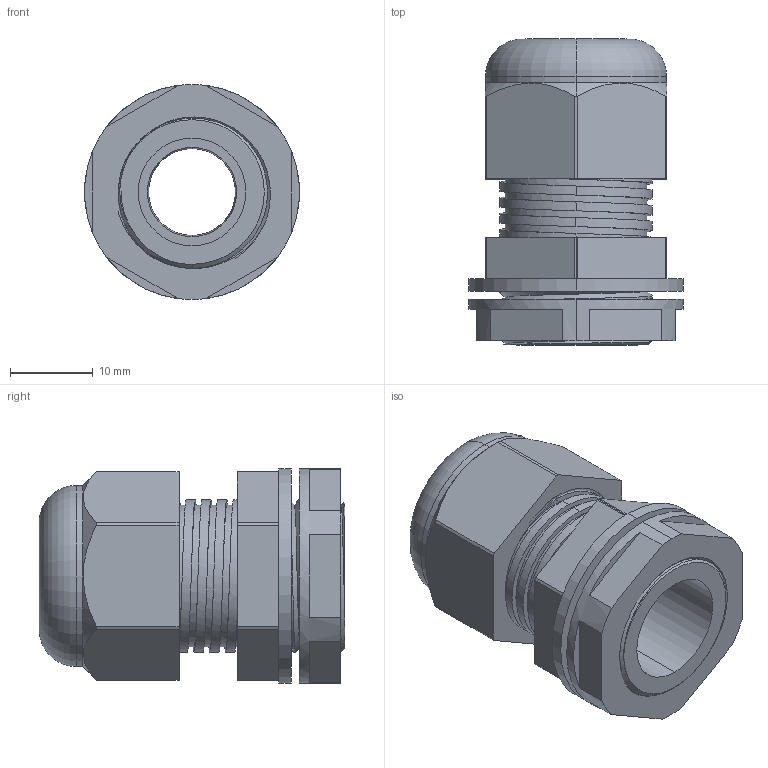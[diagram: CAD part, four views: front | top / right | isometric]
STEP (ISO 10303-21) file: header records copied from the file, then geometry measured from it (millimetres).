
FILE_DESCRIPTION (( 'STEP AP203' ), '1' );
FILE_NAME ('BMX-23-W.step', '2016-02-11T13:28:07', ( '' ), ( '' ), 'SwSTEP 2.0', 'SolidWorks 2015', '' );
FILE_SCHEMA (( 'CONFIG_CONTROL_DESIGN' ));
Length unit declared in the file: millimetre
Products named in the file (1): BMX-23-W
Bounding box: 26 x 37 x 26 mm (x, y, z)
Volume: 9286.6 mm3; surface area: 10650.8 mm2
Topology: 5 solids, 5 shells, 200 faces, 549 edges, 362 vertices
Faces by surface type: plane 99, cylinder 78, bspline 12, cone 7, torus 4
Entity records: 10773 total; most frequent: CARTESIAN_POINT 5838, ORIENTED_EDGE 1098, DIRECTION 963, EDGE_CURVE 549, VERTEX_POINT 362, AXIS2_PLACEMENT_3D 354, LINE 255, VECTOR 255
